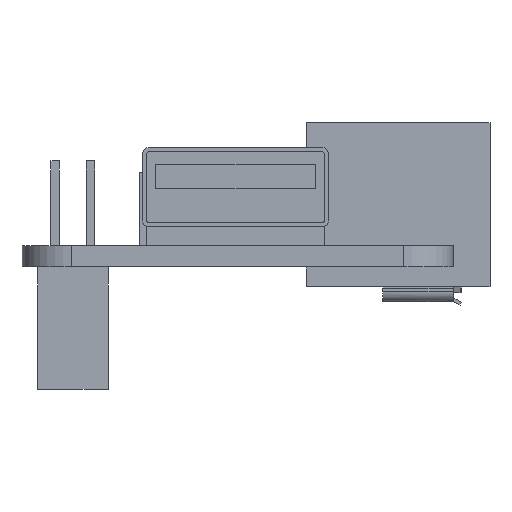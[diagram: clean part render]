
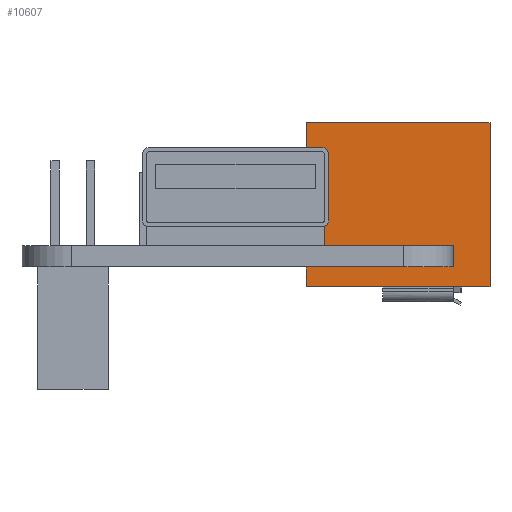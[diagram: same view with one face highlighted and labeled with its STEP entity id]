
A CAD part, left-side view. The second image highlights one B-rep face of the part: STEP entity #10607.
In plain terms, the highlighted planar face has unit normal (-1, 0, 0).
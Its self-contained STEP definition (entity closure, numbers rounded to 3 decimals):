
#24=DIRECTION('',(0.,1.,0.));
#25=VECTOR('',#24,10.4);
#26=CARTESIAN_POINT('',(-17.1,-15.4,-3.15));
#27=LINE('',#26,#25);
#338=DIRECTION('',(0.,1.,0.));
#339=VECTOR('',#338,10.4);
#340=CARTESIAN_POINT('',(-17.1,-15.4,-1.65));
#341=LINE('',#340,#339);
#1114=DIRECTION('',(0.,0.,1.));
#1115=VECTOR('',#1114,1.5);
#1116=CARTESIAN_POINT('',(-17.1,-15.4,-3.15));
#1117=LINE('',#1116,#1115);
#1210=DIRECTION('',(0.,0.,-1.));
#1211=VECTOR('',#1210,8.7);
#1212=CARTESIAN_POINT('',(-17.1,-5.,7.05));
#1213=LINE('',#1212,#1211);
#1214=DIRECTION('',(0.,0.,-1.));
#1215=VECTOR('',#1214,1.4);
#1216=CARTESIAN_POINT('',(-17.1,-5.,-3.15));
#1217=LINE('',#1216,#1215);
#1230=DIRECTION('',(0.,-1.,0.));
#1231=VECTOR('',#1230,13.);
#1232=CARTESIAN_POINT('',(-17.1,-5.,7.05));
#1233=LINE('',#1232,#1231);
#1234=DIRECTION('',(0.,0.,-1.));
#1235=VECTOR('',#1234,11.6);
#1236=CARTESIAN_POINT('',(-17.1,-18.,7.05));
#1237=LINE('',#1236,#1235);
#1258=DIRECTION('',(0.,-1.,0.));
#1259=VECTOR('',#1258,13.);
#1260=CARTESIAN_POINT('',(-17.1,-5.,-4.55));
#1261=LINE('',#1260,#1259);
#7371=CARTESIAN_POINT('',(-17.1,-5.,-4.55));
#7373=VERTEX_POINT('',#7371);
#7376=CARTESIAN_POINT('',(-17.1,-18.,-4.55));
#7377=VERTEX_POINT('',#7376);
#7379=CARTESIAN_POINT('',(-17.1,-5.,7.05));
#7381=VERTEX_POINT('',#7379);
#7384=CARTESIAN_POINT('',(-17.1,-18.,7.05));
#7385=VERTEX_POINT('',#7384);
#7390=CARTESIAN_POINT('',(-17.1,-15.4,-3.15));
#7391=CARTESIAN_POINT('',(-17.1,-15.4,-1.65));
#7392=VERTEX_POINT('',#7390);
#7393=VERTEX_POINT('',#7391);
#7395=CARTESIAN_POINT('',(-17.1,-5.,-1.65));
#7397=VERTEX_POINT('',#7395);
#7399=CARTESIAN_POINT('',(-17.1,-5.,-3.15));
#7401=VERTEX_POINT('',#7399);
#10589=CARTESIAN_POINT('',(-17.1,-5.,15.));
#10590=DIRECTION('',(-1.,0.,0.));
#10591=DIRECTION('',(0.,-1.,0.));
#10592=AXIS2_PLACEMENT_3D('',#10589,#10590,#10591);
#10593=PLANE('',#10592);
#10594=ORIENTED_EDGE('',*,*,#10526,.T.);
#10595=ORIENTED_EDGE('',*,*,#9880,.T.);
#10596=ORIENTED_EDGE('',*,*,#10481,.F.);
#10598=ORIENTED_EDGE('',*,*,#10597,.T.);
#10600=ORIENTED_EDGE('',*,*,#10599,.T.);
#10602=ORIENTED_EDGE('',*,*,#10601,.F.);
#10603=ORIENTED_EDGE('',*,*,#10492,.F.);
#10604=ORIENTED_EDGE('',*,*,#9694,.F.);
#10605=EDGE_LOOP('',(#10594,#10595,#10596,#10598,#10600,#10602,#10603,#10604));
#10606=FACE_OUTER_BOUND('',#10605,.F.);
#10607=ADVANCED_FACE('',(#10606),#10593,.T.);
#9694=EDGE_CURVE('',#7392,#7401,#27,.T.);
#9880=EDGE_CURVE('',#7393,#7397,#341,.T.);
#10481=EDGE_CURVE('',#7381,#7397,#1213,.T.);
#10492=EDGE_CURVE('',#7401,#7373,#1217,.T.);
#10526=EDGE_CURVE('',#7392,#7393,#1117,.T.);
#10597=EDGE_CURVE('',#7381,#7385,#1233,.T.);
#10599=EDGE_CURVE('',#7385,#7377,#1237,.T.);
#10601=EDGE_CURVE('',#7373,#7377,#1261,.T.);
